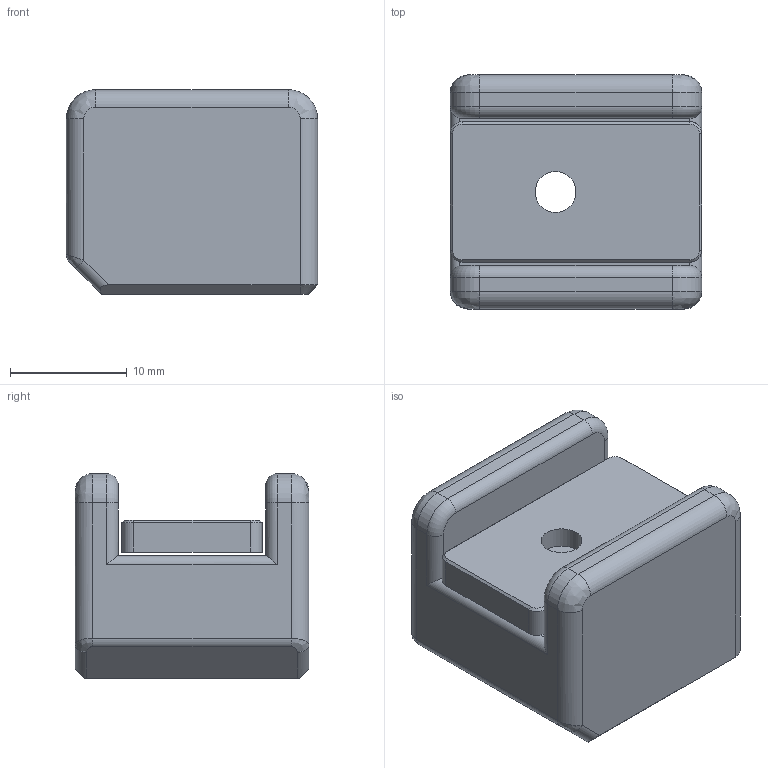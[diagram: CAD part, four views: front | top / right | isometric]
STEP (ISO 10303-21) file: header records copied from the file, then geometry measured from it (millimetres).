
FILE_DESCRIPTION(/* description */ (''),/* implementation_level */ '2;1');
FILE_NAME(/* name */ 'Belt Clamp v1.step',/* time_stamp */ '2023-01-17T17:03:43-08:00',/* author */ (''),/* organization */ (''),/* preprocessor_version */ 'ST-DEVELOPER v19.2',/* originating_system */ 'Autodesk Translation Framework v11.17.0.187',/* authorisation */ '');
FILE_SCHEMA (('AUTOMOTIVE_DESIGN { 1 0 10303 214 3 1 1 }'));
Length unit declared in the file: millimetre
Products named in the file (1): Belt Clamp
Bounding box: 21.5 x 20 x 17.5 mm (x, y, z)
Volume: 5455.7 mm3; surface area: 3307.7 mm2
Topology: 2 solids, 2 shells, 142 faces, 363 edges, 226 vertices
Faces by surface type: plane 81, cylinder 38, bspline 12, cone 7, torus 4
Full cylindrical faces by diameter (mm): 3.5 x2
Entity records: 4497 total; most frequent: CARTESIAN_POINT 1026, ORIENTED_EDGE 726, DIRECTION 698, EDGE_CURVE 363, LINE 248, VECTOR 248, VERTEX_POINT 226, AXIS2_PLACEMENT_3D 225
